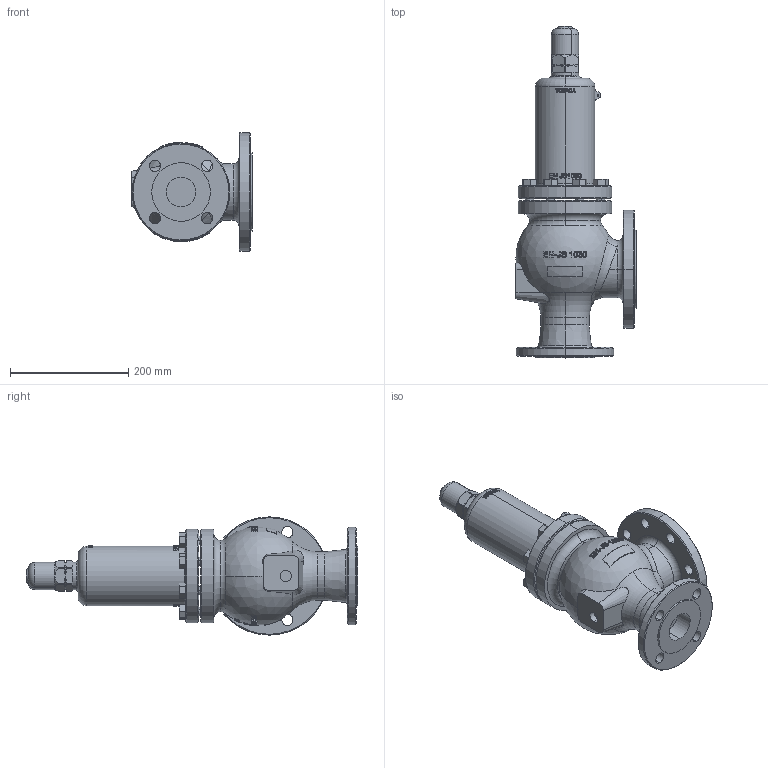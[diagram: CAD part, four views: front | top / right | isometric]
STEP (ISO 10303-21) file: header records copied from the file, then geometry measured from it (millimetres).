
FILE_DESCRIPTION (( 'STEP AP203' ), '1' );
FILE_NAME ('S1400 50X80.STEP', '2018-08-23T08:58:48', ( '' ), ( '' ), 'SwSTEP 2.0', 'SolidWorks 2018', '' );
FILE_SCHEMA (( 'CONFIG_CONTROL_DESIGN' ));
Length unit declared in the file: millimetre
Products named in the file (5): S1400 50X80; bonnet 1400 50x80; body 1400 50x80; cap 1400 65x100; Rosca S1400 40X65, 80X125
Assembly tree (11 placements, depth 2):
  S1400 50X80
    body 1400 50x80
    bonnet 1400 50x80
    Rosca S1400 40X65, 80X125  x8
    cap 1400 65x100
Bounding box: 203 x 561 x 200 mm (x, y, z)
Volume: 6352870.3 mm3; surface area: 416217.9 mm2
Topology: 11 solids, 11 shells, 966 faces, 2490 edges, 1633 vertices
Faces by surface type: plane 410, bspline 298, cylinder 137, sphere 54, cone 36, torus 31
Entity records: 47012 total; most frequent: CARTESIAN_POINT 26134, ORIENTED_EDGE 4616, DIRECTION 3505, EDGE_CURVE 2308, VERTEX_POINT 1514, AXIS2_PLACEMENT_3D 1333, EDGE_LOOP 1016, ADVANCED_FACE 888
